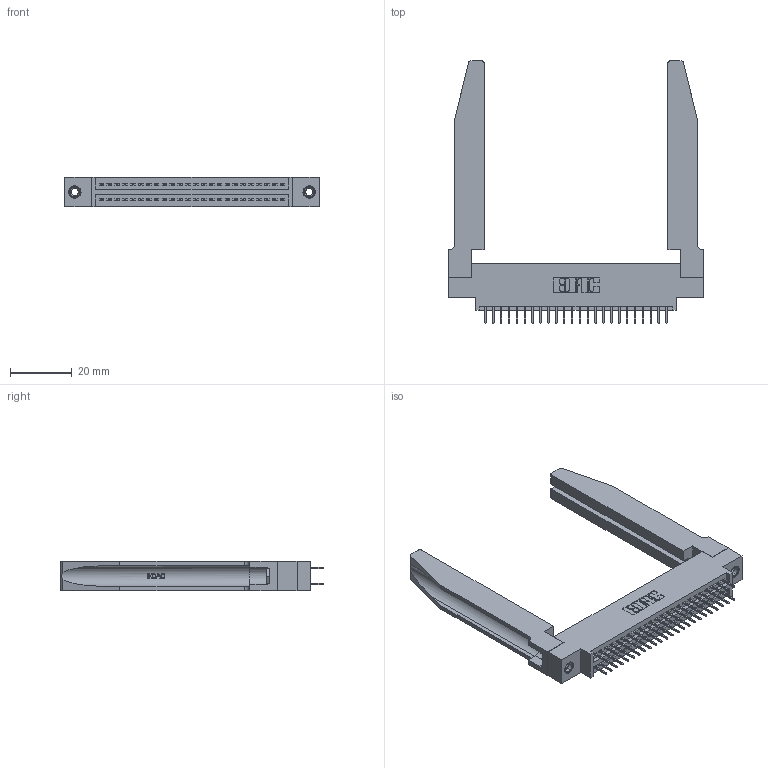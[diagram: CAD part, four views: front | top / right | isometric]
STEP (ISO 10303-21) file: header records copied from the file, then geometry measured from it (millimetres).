
FILE_DESCRIPTION (( 'STEP AP203' ), '1' );
FILE_NAME ('345-048-524-878.STEP', '2019-10-29T04:31:22', ( '' ), ( '' ), 'SwSTEP 2.0', 'SolidWorks 2016', '' );
FILE_SCHEMA (( 'CONFIG_CONTROL_DESIGN' ));
Length unit declared in the file: inch
Products named in the file (5): 345 Part_0.170 Offset - 0.156 Dia-TH; 345-250-001_345-250-001-102; 345-048-524-878; 345-220-078_345-220-078; 345-292-001_345-293-124
Assembly tree (53 placements, depth 2):
  345-048-524-878
    345 Part_0.170 Offset - 0.156 Dia-TH
    345-292-001_345-293-124  x48
    345-250-001_345-250-001-102  x2
    345-220-078_345-220-078  x2
Bounding box: 82.19 x 84.63 x 9.4 mm (x, y, z)
Volume: 15401.8 mm3; surface area: 17722 mm2
Topology: 53 solids, 53 shells, 2956 faces, 8305 edges, 5334 vertices
Faces by surface type: plane 2098, cylinder 806, bspline 36, cone 12, torus 4
Entity records: 26200 total; most frequent: CARTESIAN_POINT 5327, ORIENTED_EDGE 4158, DIRECTION 3713, EDGE_CURVE 2079, VECTOR 1761, LINE 1761, VERTEX_POINT 1376, AXIS2_PLACEMENT_3D 976
